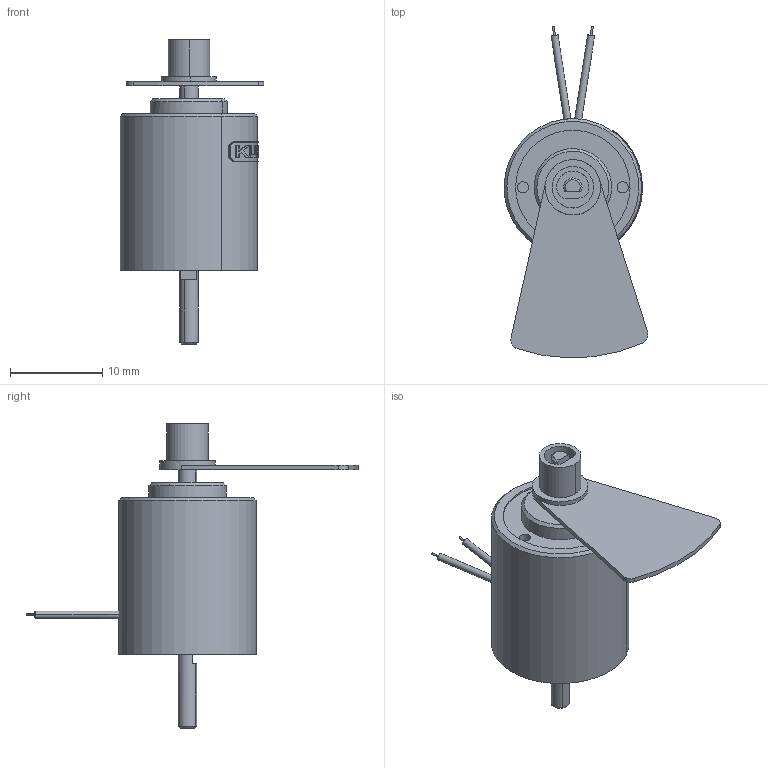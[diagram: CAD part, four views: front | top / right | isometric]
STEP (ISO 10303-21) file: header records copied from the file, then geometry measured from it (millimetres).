
FILE_DESCRIPTION(('CATIA V5 STEP','CAx-IF Rec.Pracs.--- Model Styling and Organization---1.4--- 2014-01-23'),'2;1');
FILE_NAME('D16-BOR-F-DS1002_10242294_5.stp','2021-05-17T13:03:09+00:00',('none'),('none'),'CATIA Version 5-6 Release 2018 SP3 HF27','CATIA V5 STEP AP214','none');
FILE_SCHEMA(('AUTOMOTIVE_DESIGN { 1 0 10303 214 1 1 1 1 }'));
Length unit declared in the file: millimetre
Products named in the file (1): Part18
Bounding box: 15.58 x 35.99 x 33 mm (x, y, z)
Volume: 3204.4 mm3; surface area: 1927.7 mm2
Topology: 8 solids, 8 shells, 174 faces, 423 edges, 282 vertices
Faces by surface type: plane 108, cylinder 58, cone 8
Entity records: 4890 total; most frequent: CARTESIAN_POINT 1096, ORIENTED_EDGE 846, DIRECTION 602, EDGE_CURVE 423, VERTEX_POINT 282, AXIS2_PLACEMENT_3D 274, VECTOR 210, LINE 210
